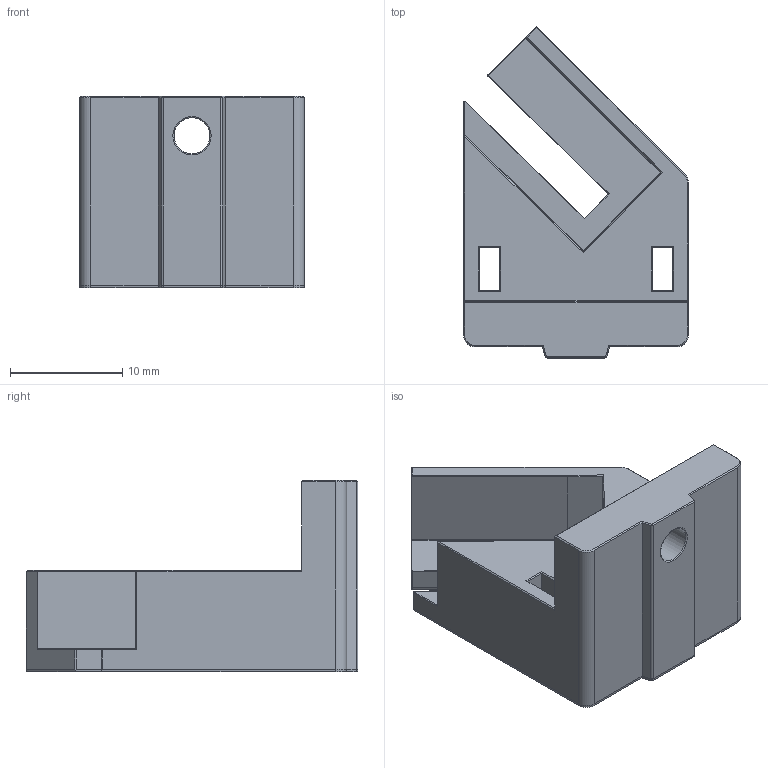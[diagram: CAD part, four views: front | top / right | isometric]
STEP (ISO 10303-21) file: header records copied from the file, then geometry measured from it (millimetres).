
FILE_DESCRIPTION(/* description */ ('','CAx-IF Rec.Pracs.---Representation and Presentation of Product Manufacturing Information (PMI)---4.0---2014-10-13'),/* implementation_level */ '2;1');
FILE_NAME(/* name */ 'Aluminum_ledstrip_mount_2020 v1.step',/* time_stamp */ '2024-12-31T15:06:34+02:00',/* author */ (''),/* organization */ (''),/* preprocessor_version */ 'ST-DEVELOPER v20',/* originating_system */ 'Autodesk Translation Framework v13.20.0.188',/* authorisation */ '');
FILE_SCHEMA (('AP242_MANAGED_MODEL_BASED_3D_ENGINEERING_MIM_LF { 1 0 10303 442 1 1 4 }'));
Length unit declared in the file: millimetre
Products named in the file (1): Aluminum_ledstrip_mount_2020
Bounding box: 20 x 29.5 x 17 mm (x, y, z)
Volume: 3403.4 mm3; surface area: 2473.9 mm2
Topology: 1 solids, 1 shells, 111 faces, 261 edges, 152 vertices
Faces by surface type: plane 75, cylinder 19, cone 10, torus 4, bspline 3
Full cylindrical faces by diameter (mm): 3.2 x1, 5 x1
Entity records: 3188 total; most frequent: CARTESIAN_POINT 608, DIRECTION 530, ORIENTED_EDGE 520, EDGE_CURVE 260, LINE 200, VECTOR 200, AXIS2_PLACEMENT_3D 165, VERTEX_POINT 152
